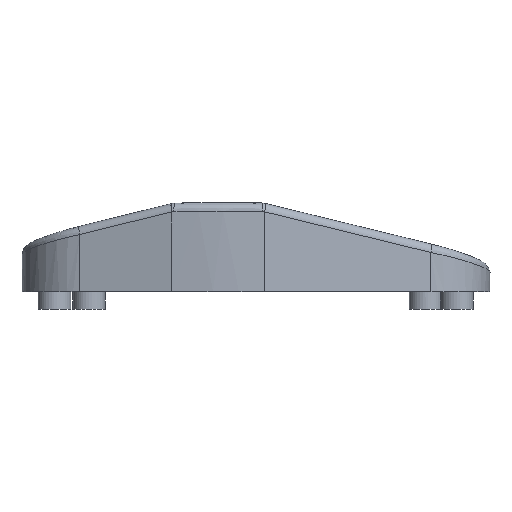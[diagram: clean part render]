
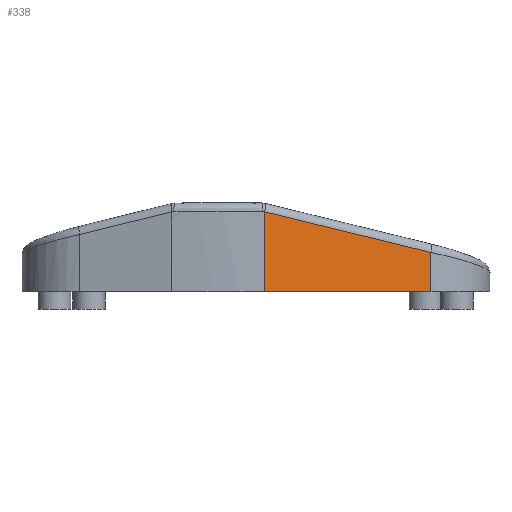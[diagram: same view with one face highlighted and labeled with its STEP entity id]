
A CAD part, front view. The second image highlights one B-rep face of the part: STEP entity #338.
In plain terms, the highlighted planar face has unit normal (0.189, -0.982, 0).
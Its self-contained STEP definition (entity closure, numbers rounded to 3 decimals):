
#21 = EDGE_CURVE('',#22,#24,#26,.T.);
#22 = VERTEX_POINT('',#23);
#23 = CARTESIAN_POINT('',(246.858,-207.27,66.445
    ));
#24 = VERTEX_POINT('',#25);
#25 = CARTESIAN_POINT('',(246.858,-207.27,112.618
    ));
#26 = SURFACE_CURVE('',#27,(#31,#45),.PCURVE_S1.);
#27 = LINE('',#28,#29);
#28 = CARTESIAN_POINT('',(246.858,-207.27,-26.154
    ));
#29 = VECTOR('',#30,1.);
#30 = DIRECTION('',(0.,0.,1.));
#31 = PCURVE('',#32,#40);
#32 = SURFACE_OF_LINEAR_EXTRUSION('',#33,#38);
#33 = CIRCLE('',#34,90.);
#34 = AXIS2_PLACEMENT_3D('',#35,#36,#37);
#35 = CARTESIAN_POINT('',(228.146,-119.572,
    -33.826));
#36 = DIRECTION('',(0.212,0.13,0.969));
#37 = DIRECTION('',(0.208,-0.974,0.085));
#38 = VECTOR('',#39,1.);
#39 = DIRECTION('',(0.,0.,1.));
#40 = DEFINITIONAL_REPRESENTATION('',(#41),#44);
#41 = B_SPLINE_CURVE_WITH_KNOTS('',1,(#42,#43),.UNSPECIFIED.,.F.,.F.,(2,
    2),(0.,150.),.PIECEWISE_BEZIER_KNOTS.);
#42 = CARTESIAN_POINT('',(0.,0.));
#43 = CARTESIAN_POINT('',(0.,150.));
#44 = ( GEOMETRIC_REPRESENTATION_CONTEXT(2) 
PARAMETRIC_REPRESENTATION_CONTEXT() REPRESENTATION_CONTEXT('2D SPACE',''
  ) );
#45 = PCURVE('',#46,#51);
#46 = PLANE('',#47);
#47 = AXIS2_PLACEMENT_3D('',#48,#49,#50);
#48 = CARTESIAN_POINT('',(149.528,-225.957,
    72.625));
#49 = DIRECTION('',(0.189,-0.982,0.));
#50 = DIRECTION('',(0.955,0.183,-0.233));
#51 = DEFINITIONAL_REPRESENTATION('',(#52),#56);
#52 = LINE('',#53,#54);
#53 = CARTESIAN_POINT('',(119.418,-72.93));
#54 = VECTOR('',#55,1.);
#55 = DIRECTION('',(-0.233,0.972));
#56 = ( GEOMETRIC_REPRESENTATION_CONTEXT(2) 
PARAMETRIC_REPRESENTATION_CONTEXT() REPRESENTATION_CONTEXT('2D SPACE',''
  ) );
#120 = PLANE('',#121);
#121 = AXIS2_PLACEMENT_3D('',#122,#123,#124);
#122 = CARTESIAN_POINT('',(-400.,-322.322,66.445));
#123 = DIRECTION('',(0.,0.,1.));
#124 = DIRECTION('',(1.,0.,0.));
#338 = ADVANCED_FACE('',(#339),#46,.T.);
#339 = FACE_BOUND('',#340,.T.);
#340 = EDGE_LOOP('',(#341,#373,#392,#393));
#341 = ORIENTED_EDGE('',*,*,#342,.F.);
#342 = EDGE_CURVE('',#343,#345,#347,.T.);
#343 = VERTEX_POINT('',#344);
#344 = CARTESIAN_POINT('',(52.199,-244.643,
    66.445));
#345 = VERTEX_POINT('',#346);
#346 = CARTESIAN_POINT('',(52.199,-244.643,
    160.175));
#347 = SURFACE_CURVE('',#348,(#352,#359),.PCURVE_S1.);
#348 = LINE('',#349,#350);
#349 = CARTESIAN_POINT('',(52.199,-244.643,21.404
    ));
#350 = VECTOR('',#351,1.);
#351 = DIRECTION('',(0.,0.,1.));
#352 = PCURVE('',#46,#353);
#353 = DEFINITIONAL_REPRESENTATION('',(#354),#358);
#354 = LINE('',#355,#356);
#355 = CARTESIAN_POINT('',(-84.421,-72.93));
#356 = VECTOR('',#357,1.);
#357 = DIRECTION('',(-0.233,0.972));
#358 = ( GEOMETRIC_REPRESENTATION_CONTEXT(2) 
PARAMETRIC_REPRESENTATION_CONTEXT() REPRESENTATION_CONTEXT('2D SPACE',''
  ) );
#359 = PCURVE('',#360,#368);
#360 = SURFACE_OF_LINEAR_EXTRUSION('',#361,#366);
#361 = CIRCLE('',#362,462.458);
#362 = AXIS2_PLACEMENT_3D('',#363,#364,#365);
#363 = CARTESIAN_POINT('',(1.869,213.318,
    -18.663));
#364 = DIRECTION('',(0.,-0.087,
    -0.996));
#365 = DIRECTION('',(0.109,-0.99,0.087));
#366 = VECTOR('',#367,1.);
#367 = DIRECTION('',(0.,0.,1.));
#368 = DEFINITIONAL_REPRESENTATION('',(#369),#372);
#369 = B_SPLINE_CURVE_WITH_KNOTS('',1,(#370,#371),.UNSPECIFIED.,.F.,.F.,
  (2,2),(0.,150.),.PIECEWISE_BEZIER_KNOTS.);
#370 = CARTESIAN_POINT('',(0.,0.));
#371 = CARTESIAN_POINT('',(0.,150.));
#372 = ( GEOMETRIC_REPRESENTATION_CONTEXT(2) 
PARAMETRIC_REPRESENTATION_CONTEXT() REPRESENTATION_CONTEXT('2D SPACE',''
  ) );
#373 = ORIENTED_EDGE('',*,*,#374,.F.);
#374 = EDGE_CURVE('',#22,#343,#375,.T.);
#375 = SURFACE_CURVE('',#376,(#380,#386),.PCURVE_S1.);
#376 = LINE('',#377,#378);
#377 = CARTESIAN_POINT('',(-124.389,-278.547,
    66.445));
#378 = VECTOR('',#379,1.);
#379 = DIRECTION('',(-0.982,-0.189,0.));
#380 = PCURVE('',#46,#381);
#381 = DEFINITIONAL_REPRESENTATION('',(#382),#385);
#382 = B_SPLINE_CURVE_WITH_KNOTS('',1,(#383,#384),.UNSPECIFIED.,.F.,.F.,
  (2,2),(-424.806,-130.07),.PIECEWISE_BEZIER_KNOTS.);
#383 = CARTESIAN_POINT('',(143.301,28.027));
#384 = CARTESIAN_POINT('',(-143.301,-40.737));
#385 = ( GEOMETRIC_REPRESENTATION_CONTEXT(2) 
PARAMETRIC_REPRESENTATION_CONTEXT() REPRESENTATION_CONTEXT('2D SPACE',''
  ) );
#386 = PCURVE('',#120,#387);
#387 = DEFINITIONAL_REPRESENTATION('',(#388),#391);
#388 = B_SPLINE_CURVE_WITH_KNOTS('',1,(#389,#390),.UNSPECIFIED.,.F.,.F.,
  (2,2),(-424.806,-130.07),.PIECEWISE_BEZIER_KNOTS.);
#389 = CARTESIAN_POINT('',(692.797,123.872));
#390 = CARTESIAN_POINT('',(403.348,68.299));
#391 = ( GEOMETRIC_REPRESENTATION_CONTEXT(2) 
PARAMETRIC_REPRESENTATION_CONTEXT() REPRESENTATION_CONTEXT('2D SPACE',''
  ) );
#392 = ORIENTED_EDGE('',*,*,#21,.T.);
#393 = ORIENTED_EDGE('',*,*,#394,.F.);
#394 = EDGE_CURVE('',#345,#24,#395,.T.);
#395 = SURFACE_CURVE('',#396,(#400,#407),.PCURVE_S1.);
#396 = LINE('',#397,#398);
#397 = CARTESIAN_POINT('',(49.697,-245.123,160.786)
  );
#398 = VECTOR('',#399,1.);
#399 = DIRECTION('',(0.955,0.183,-0.233));
#400 = PCURVE('',#46,#401);
#401 = DEFINITIONAL_REPRESENTATION('',(#402),#406);
#402 = LINE('',#403,#404);
#403 = CARTESIAN_POINT('',(-119.418,62.011));
#404 = VECTOR('',#405,1.);
#405 = DIRECTION('',(1.,0.));
#406 = ( GEOMETRIC_REPRESENTATION_CONTEXT(2) 
PARAMETRIC_REPRESENTATION_CONTEXT() REPRESENTATION_CONTEXT('2D SPACE',''
  ) );
#407 = PCURVE('',#408,#413);
#408 = CYLINDRICAL_SURFACE('',#409,10.);
#409 = AXIS2_PLACEMENT_3D('',#410,#411,#412);
#410 = CARTESIAN_POINT('',(47.812,-235.303,
    160.786));
#411 = DIRECTION('',(0.955,0.183,-0.233));
#412 = DIRECTION('',(0.189,-0.982,0.)
  );
#413 = DEFINITIONAL_REPRESENTATION('',(#414),#418);
#414 = LINE('',#415,#416);
#415 = CARTESIAN_POINT('',(-0.,0.));
#416 = VECTOR('',#417,1.);
#417 = DIRECTION('',(-0.,1.));
#418 = ( GEOMETRIC_REPRESENTATION_CONTEXT(2) 
PARAMETRIC_REPRESENTATION_CONTEXT() REPRESENTATION_CONTEXT('2D SPACE',''
  ) );
